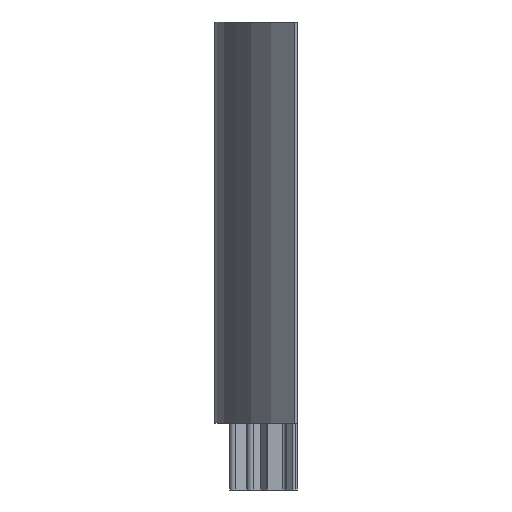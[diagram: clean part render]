
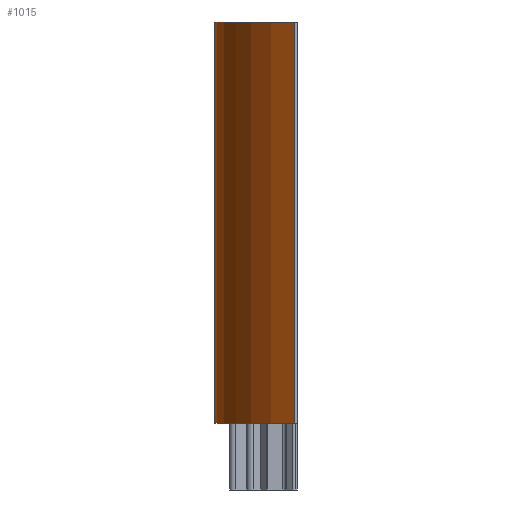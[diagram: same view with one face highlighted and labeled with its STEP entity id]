
A CAD part, left-side view. The second image highlights one B-rep face of the part: STEP entity #1015.
In plain terms, the highlighted cylindrical face has radius 31.3 mm (diameter 62.6 mm), a partial arc.
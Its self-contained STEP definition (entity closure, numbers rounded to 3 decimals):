
#997=AXIS2_PLACEMENT_3D('Cylinder Axis2P3D',#994,#995,#996) ;
#1001=AXIS2_PLACEMENT_3D('Circle Axis2P3D',#999,#1000,$) ;
#1006=AXIS2_PLACEMENT_3D('Circle Axis2P3D',#1004,#1005,$) ;
#213=CARTESIAN_POINT('Vertex',(0.,12.396,-30.)) ;
#216=CARTESIAN_POINT('Line Origine',(0.,12.396,0.)) ;
#220=CARTESIAN_POINT('Vertex',(0.,12.396,30.)) ;
#972=CARTESIAN_POINT('Vertex',(-24.436,0.486,30.)) ;
#975=CARTESIAN_POINT('Line Origine',(-24.436,0.486,0.)) ;
#979=CARTESIAN_POINT('Vertex',(-24.436,0.486,-30.)) ;
#994=CARTESIAN_POINT('Axis2P3D Location',(0.136,-18.904,0.)) ;
#999=CARTESIAN_POINT('Axis2P3D Location',(0.136,-18.904,30.)) ;
#1004=CARTESIAN_POINT('Axis2P3D Location',(0.136,-18.904,-30.)) ;
#217=DIRECTION('Vector Direction',(0.,0.,1.)) ;
#976=DIRECTION('Vector Direction',(0.,0.,-1.)) ;
#995=DIRECTION('Axis2P3D Direction',(-0.,0.,-1.)) ;
#996=DIRECTION('Axis2P3D XDirection',(-0.785,0.619,0.)) ;
#1000=DIRECTION('Axis2P3D Direction',(-0.,0.,-1.)) ;
#1005=DIRECTION('Axis2P3D Direction',(-0.,0.,-1.)) ;
#218=VECTOR('Line Direction',#217,1.) ;
#977=VECTOR('Line Direction',#976,1.) ;
#1010=ORIENTED_EDGE('',*,*,#1003,.T.) ;
#1011=ORIENTED_EDGE('',*,*,#222,.F.) ;
#1012=ORIENTED_EDGE('',*,*,#1008,.F.) ;
#1013=ORIENTED_EDGE('',*,*,#981,.T.) ;
#1015=ADVANCED_FACE('Corps principal',(#1014),#998,.T.) ;
#1002=CIRCLE('generated circle',#1001,31.3) ;
#1007=CIRCLE('generated circle',#1006,31.3) ;
#998=CYLINDRICAL_SURFACE('generated cylinder',#997,31.3) ;
#222=EDGE_CURVE('',#214,#221,#219,.T.) ;
#981=EDGE_CURVE('',#980,#973,#978,.F.) ;
#1003=EDGE_CURVE('',#973,#221,#1002,.T.) ;
#1008=EDGE_CURVE('',#980,#214,#1007,.T.) ;
#1009=EDGE_LOOP('',(#1010,#1011,#1012,#1013)) ;
#1014=FACE_OUTER_BOUND('',#1009,.T.) ;
#219=LINE('Line',#216,#218) ;
#978=LINE('Line',#975,#977) ;
#214=VERTEX_POINT('',#213) ;
#221=VERTEX_POINT('',#220) ;
#973=VERTEX_POINT('',#972) ;
#980=VERTEX_POINT('',#979) ;
